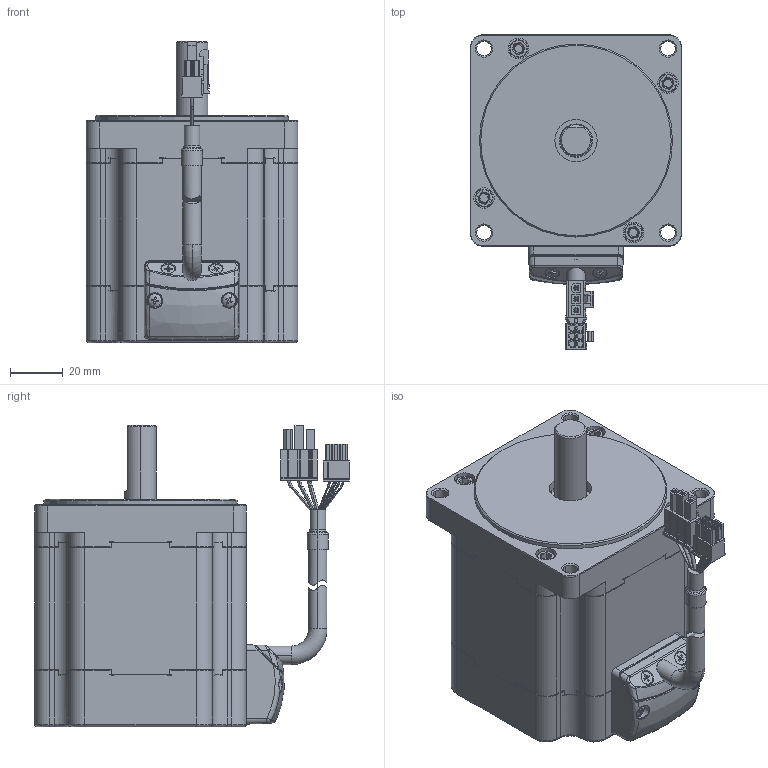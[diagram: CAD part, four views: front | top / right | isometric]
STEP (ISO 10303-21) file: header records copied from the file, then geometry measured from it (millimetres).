
FILE_DESCRIPTION (( 'STEP AP203' ), '1' );
FILE_NAME ('80BLD300L2(-A).STEP', '2018-05-31T08:20:30', ( 'User' ), ( 'China' ), 'SwSTEP 2.0', 'SolidWorks 2012', '' );
FILE_SCHEMA (( 'CONFIG_CONTROL_DESIGN' ));
Length unit declared in the file: millimetre
Products named in the file (1): 80BLD300L2(-A)
Bounding box: 80 x 118.92 x 114 mm (x, y, z)
Surface area: 54337.1 mm2 (no closed solid volume)
Topology: 0 solids, 27 shells, 782 faces, 2939 edges, 2135 vertices
Faces by surface type: plane 388, cylinder 223, bspline 68, torus 59, cone 36, sphere 8
Entity records: 33720 total; most frequent: CARTESIAN_POINT 9409, DIRECTION 5117, ORIENTED_EDGE 4565, EDGE_CURVE 2933, VERTEX_POINT 2131, AXIS2_PLACEMENT_3D 1735, VECTOR 1647, LINE 1647
